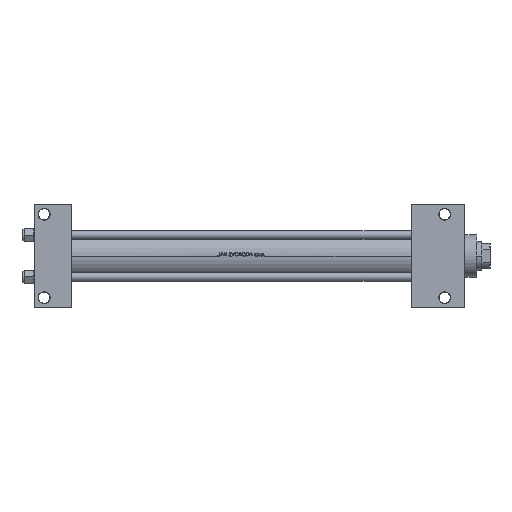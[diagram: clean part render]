
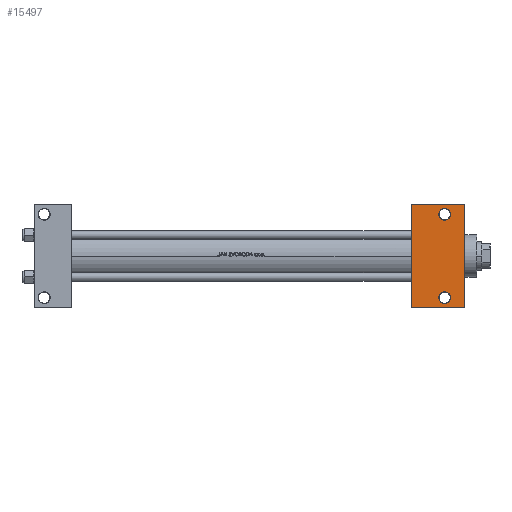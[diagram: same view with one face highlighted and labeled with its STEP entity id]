
A CAD part, front view. The second image highlights one B-rep face of the part: STEP entity #15497.
In plain terms, the highlighted face is planar.
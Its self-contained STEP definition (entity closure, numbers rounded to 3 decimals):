
#269 = CARTESIAN_POINT ( 'NONE',  ( 428., 30., -30. ) ) ;
#676 = ORIENTED_EDGE ( 'NONE', *, *, #27269, .T. ) ;
#688 = EDGE_LOOP ( 'NONE', ( #34344, #27462 ) ) ;
#717 = VECTOR ( 'NONE', #39855, 1000. ) ;
#1130 = DIRECTION ( 'NONE',  ( -1., 0., 0. ) ) ;
#1569 = CARTESIAN_POINT ( 'NONE',  ( 408., -41.5, -30. ) ) ;
#2255 = VERTEX_POINT ( 'NONE', #46149 ) ;
#2538 = CARTESIAN_POINT ( 'NONE',  ( 408., 41.5, -30. ) ) ;
#2620 = CIRCLE ( 'NONE', #42773, 6. ) ;
#2927 = VERTEX_POINT ( 'NONE', #13077 ) ;
#3650 = DIRECTION ( 'NONE',  ( 0., -1., 0. ) ) ;
#4258 = AXIS2_PLACEMENT_3D ( 'NONE', #1569, #16897, #32216 ) ;
#4273 = FACE_BOUND ( 'NONE', #688, .T. ) ;
#4413 = VERTEX_POINT ( 'NONE', #31319 ) ;
#4639 = EDGE_CURVE ( 'NONE', #6181, #42776, #19518, .T. ) ;
#4791 = EDGE_LOOP ( 'NONE', ( #6048, #40174 ) ) ;
#5830 = EDGE_CURVE ( 'NONE', #4413, #2927, #37086, .T. ) ;
#6048 = ORIENTED_EDGE ( 'NONE', *, *, #8853, .T. ) ;
#6181 = VERTEX_POINT ( 'NONE', #31897 ) ;
#6774 = CARTESIAN_POINT ( 'NONE',  ( 414., -41.5, -30. ) ) ;
#6857 = EDGE_CURVE ( 'NONE', #2927, #24413, #8665, .T. ) ;
#7522 = CARTESIAN_POINT ( 'NONE',  ( 375., -51.5, -30. ) ) ;
#7562 = FACE_OUTER_BOUND ( 'NONE', #42481, .T. ) ;
#8297 = DIRECTION ( 'NONE',  ( 0., 0., -1. ) ) ;
#8446 = CIRCLE ( 'NONE', #15664, 6. ) ;
#8665 = LINE ( 'NONE', #15469, #33037 ) ;
#8853 = EDGE_CURVE ( 'NONE', #21646, #19585, #2620, .T. ) ;
#10336 = DIRECTION ( 'NONE',  ( 0., 0., 1. ) ) ;
#13077 = CARTESIAN_POINT ( 'NONE',  ( 428., -51.5, -30. ) ) ;
#15469 = CARTESIAN_POINT ( 'NONE',  ( 375., -51.5, -30. ) ) ;
#15497 = ADVANCED_FACE ( 'NONE', ( #49557, #4273, #7562 ), #38467, .T. ) ;
#15664 = AXIS2_PLACEMENT_3D ( 'NONE', #33651, #25857, #45233 ) ;
#16897 = DIRECTION ( 'NONE',  ( 0., 0., 1. ) ) ;
#17574 = DIRECTION ( 'NONE',  ( 0., -1., 0. ) ) ;
#19518 = CIRCLE ( 'NONE', #4258, 6. ) ;
#19585 = VERTEX_POINT ( 'NONE', #48548 ) ;
#20242 = ORIENTED_EDGE ( 'NONE', *, *, #22469, .F. ) ;
#21340 = LINE ( 'NONE', #33635, #38322 ) ;
#21646 = VERTEX_POINT ( 'NONE', #37788 ) ;
#22469 = EDGE_CURVE ( 'NONE', #2255, #24413, #21340, .T. ) ;
#22756 = CARTESIAN_POINT ( 'NONE',  ( 428., 30., -30. ) ) ;
#22868 = EDGE_CURVE ( 'NONE', #19585, #21646, #23857, .T. ) ;
#23573 = VECTOR ( 'NONE', #3650, 1000. ) ;
#23857 = CIRCLE ( 'NONE', #27071, 6. ) ;
#24413 = VERTEX_POINT ( 'NONE', #7522 ) ;
#24507 = CARTESIAN_POINT ( 'NONE',  ( 375., 51.5, -30. ) ) ;
#25654 = DIRECTION ( 'NONE',  ( 0., 1., 0. ) ) ;
#25857 = DIRECTION ( 'NONE',  ( 0., 0., 1. ) ) ;
#27071 = AXIS2_PLACEMENT_3D ( 'NONE', #47830, #32722, #40271 ) ;
#27152 = DIRECTION ( 'NONE',  ( 0., 1., 0. ) ) ;
#27269 = EDGE_CURVE ( 'NONE', #2255, #4413, #28268, .T. ) ;
#27462 = ORIENTED_EDGE ( 'NONE', *, *, #49372, .T. ) ;
#28268 = LINE ( 'NONE', #24507, #717 ) ;
#30969 = AXIS2_PLACEMENT_3D ( 'NONE', #269, #8297, #27152 ) ;
#31018 = ORIENTED_EDGE ( 'NONE', *, *, #6857, .T. ) ;
#31319 = CARTESIAN_POINT ( 'NONE',  ( 428., 51.5, -30. ) ) ;
#31897 = CARTESIAN_POINT ( 'NONE',  ( 402., -41.5, -30. ) ) ;
#32216 = DIRECTION ( 'NONE',  ( 0., 1., 0. ) ) ;
#32722 = DIRECTION ( 'NONE',  ( 0., 0., 1. ) ) ;
#33037 = VECTOR ( 'NONE', #1130, 1000. ) ;
#33635 = CARTESIAN_POINT ( 'NONE',  ( 375., 30., -30. ) ) ;
#33651 = CARTESIAN_POINT ( 'NONE',  ( 408., -41.5, -30. ) ) ;
#34344 = ORIENTED_EDGE ( 'NONE', *, *, #4639, .T. ) ;
#37086 = LINE ( 'NONE', #22756, #23573 ) ;
#37788 = CARTESIAN_POINT ( 'NONE',  ( 402., 41.5, -30. ) ) ;
#38322 = VECTOR ( 'NONE', #17574, 1000. ) ;
#38467 = PLANE ( 'NONE',  #30969 ) ;
#39855 = DIRECTION ( 'NONE',  ( 1., 0., 0. ) ) ;
#40013 = ORIENTED_EDGE ( 'NONE', *, *, #5830, .T. ) ;
#40174 = ORIENTED_EDGE ( 'NONE', *, *, #22868, .T. ) ;
#40271 = DIRECTION ( 'NONE',  ( 0., 1., 0. ) ) ;
#42481 = EDGE_LOOP ( 'NONE', ( #20242, #676, #40013, #31018 ) ) ;
#42773 = AXIS2_PLACEMENT_3D ( 'NONE', #2538, #10336, #25654 ) ;
#42776 = VERTEX_POINT ( 'NONE', #6774 ) ;
#45233 = DIRECTION ( 'NONE',  ( 0., 1., 0. ) ) ;
#46149 = CARTESIAN_POINT ( 'NONE',  ( 375., 51.5, -30. ) ) ;
#47830 = CARTESIAN_POINT ( 'NONE',  ( 408., 41.5, -30. ) ) ;
#48548 = CARTESIAN_POINT ( 'NONE',  ( 414., 41.5, -30. ) ) ;
#49372 = EDGE_CURVE ( 'NONE', #42776, #6181, #8446, .T. ) ;
#49557 = FACE_BOUND ( 'NONE', #4791, .T. ) ;
